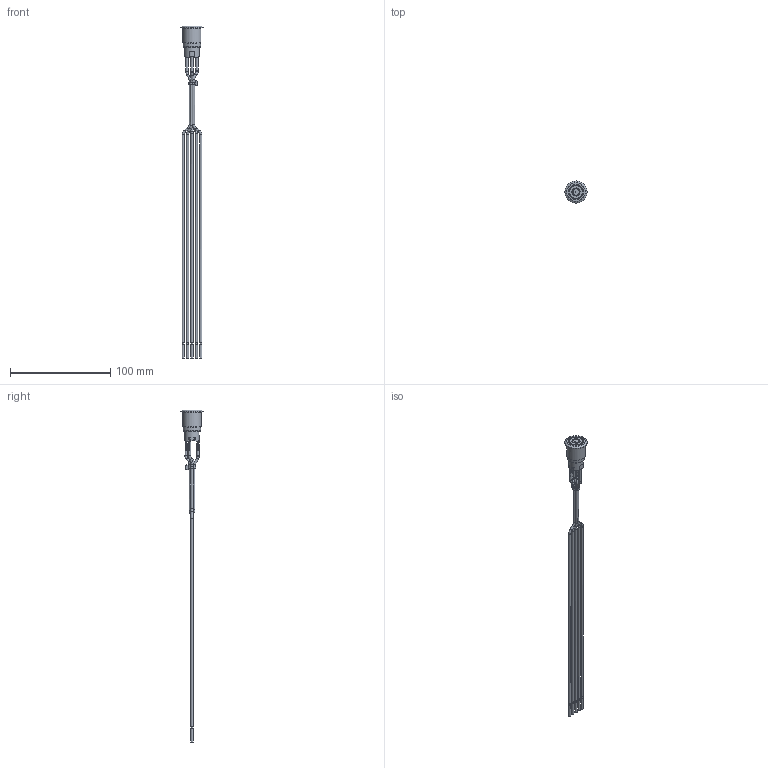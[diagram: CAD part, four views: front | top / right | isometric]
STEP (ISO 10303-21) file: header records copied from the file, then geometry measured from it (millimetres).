
FILE_DESCRIPTION(/* description */ (''),/* implementation_level */ '2;1');
FILE_NAME(/* name */ 'PV4FWB0xxG-3xx-M26.stp',/* time_stamp */ '2025-03-18T16:11:52-05:00',/* author */ ('jsteinblock'),/* organization */ (''),/* preprocessor_version */ 'ST-DEVELOPER v20',/* originating_system */ 'Autodesk Inventor 2022',/* authorisation */ '');
FILE_SCHEMA (('AUTOMOTIVE_DESIGN { 1 0 10303 214 3 1 1 }'));
Length unit declared in the file: inch
Products named in the file (1): PV4FWB0xxG-3xx-M26
Bounding box: 22 x 22 x 330.7 mm (x, y, z)
Volume: 9438.6 mm3; surface area: 14031.1 mm2
Topology: 1 solids, 2 shells, 373 faces, 1022 edges, 680 vertices
Faces by surface type: plane 199, cylinder 87, torus 33, bspline 31, cone 15, sphere 8
Full cylindrical faces by diameter (mm): 1.5 x5, 2.2 x26, 2.4 x5, 12.6 x1, 12.8 x1, 13.6 x1, 14.9 x1, 15 x1, 15.8 x1, 17.5 x2, 22 x1
Entity records: 12615 total; most frequent: CARTESIAN_POINT 3034, ORIENTED_EDGE 2028, DIRECTION 1963, EDGE_CURVE 1014, AXIS2_PLACEMENT_3D 706, VERTEX_POINT 669, LINE 551, VECTOR 551
